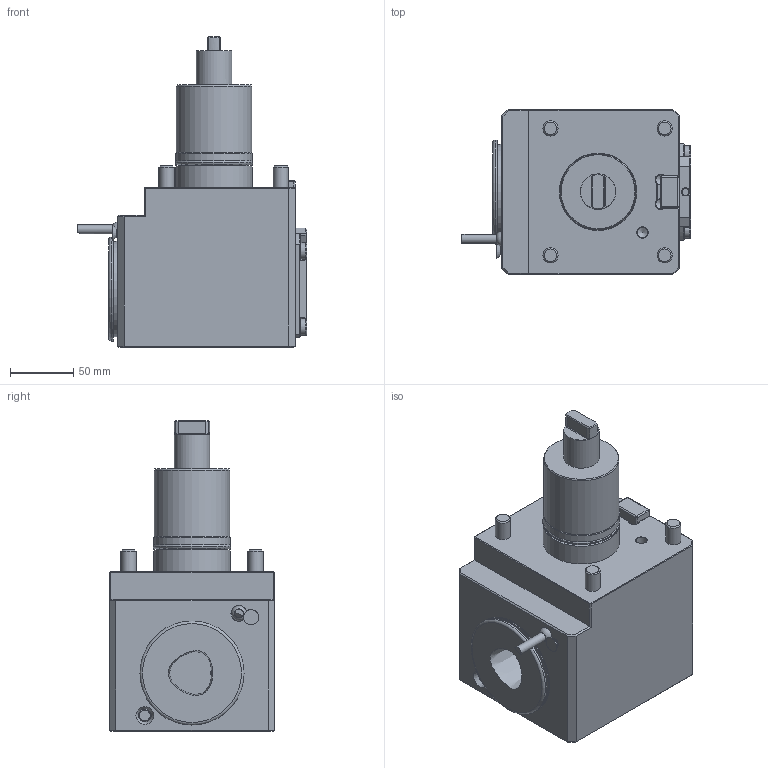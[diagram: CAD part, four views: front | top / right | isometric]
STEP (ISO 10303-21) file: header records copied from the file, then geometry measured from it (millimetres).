
FILE_DESCRIPTION(/* description */ (''),/* implementation_level */ '2;1');
FILE_NAME(/* name */ '1617624581530.stp',/* time_stamp */ '2021-04-05T14:09:49+02:00',/* author */ (''),/* organization */ ('SMS'),/* preprocessor_version */ 'ST-DEVELOPER v16.7',/* originating_system */ 'SIEMENS PLM Software NX 12.0',/* authorisation */ '');
FILE_SCHEMA (('AUTOMOTIVE_DESIGN { 1 0 10303 214 3 1 1 1 }'));
Length unit declared in the file: millimetre
Products named in the file (1): 203459718mod000_00
Bounding box: 180.8 x 130 x 245 mm (x, y, z)
Volume: 2519131.4 mm3; surface area: 144831 mm2
Topology: 1 solids, 2 shells, 332 faces, 832 edges, 518 vertices
Faces by surface type: plane 166, cylinder 86, cone 59, torus 15, sphere 5, bspline 1
Full cylindrical faces by diameter (mm): 3 x1, 4.917 x5, 6 x2, 6.6 x1, 7 x1, 7.9 x2, 8 x4, 8.5 x1, 10 x2, 12 x6, 13 x4, 28 x1, 33 x1, 35 x1, 40 x1, 55 x1, 59.5 x1, 60.4 x2, 61 x1, 75 x1, 80 x1, 82 x1, 100 x1
Entity records: 9459 total; most frequent: CARTESIAN_POINT 2136, DIRECTION 1539, ORIENTED_EDGE 1366, EDGE_CURVE 683, AXIS2_PLACEMENT_3D 607, VERTEX_POINT 470, EDGE_LOOP 459, ADVANCED_FACE 332
